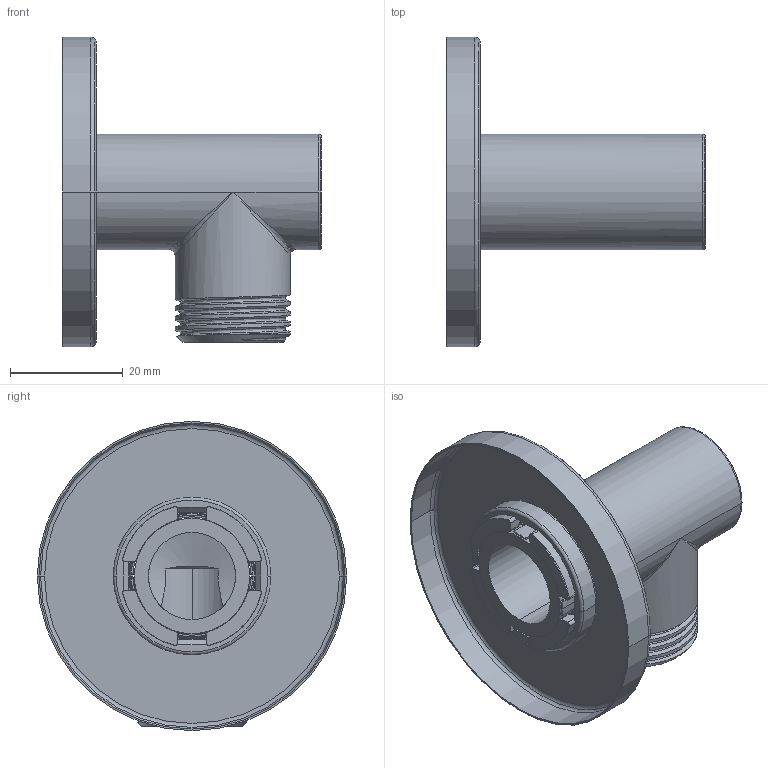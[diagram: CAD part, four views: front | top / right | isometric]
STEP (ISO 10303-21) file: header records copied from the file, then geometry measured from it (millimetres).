
FILE_DESCRIPTION((''),'2;1');
FILE_NAME('ZACC205CR','2021-05-10T15:35:31',('ut3'),('PAFFONI SpA'),'CREO PARAMETRIC BY PTC INC, 2020044','CREO PARAMETRIC BY PTC INC, 2020044','');
FILE_SCHEMA(('CONFIG_CONTROL_DESIGN','SHAPE_APPEARANCE_LAYERS_GROUPS'));
Length unit declared in the file: millimetre
Products named in the file (1): ZACC205CR
Bounding box: 46 x 55 x 55 mm (x, y, z)
Volume: 12637.9 mm3; surface area: 14670.7 mm2
Topology: 1 solids, 1 shells, 219 faces, 594 edges, 367 vertices
Faces by surface type: cylinder 72, plane 53, torus 49, sphere 22, bspline 16, cone 7
Entity records: 10777 total; most frequent: CARTESIAN_POINT 3736, DIRECTION 1172, ORIENTED_EDGE 1166, EDGE_CURVE 583, AXIS2_PLACEMENT_3D 502, VERTEX_POINT 367, CIRCLE 299, EDGE_LOOP 230
